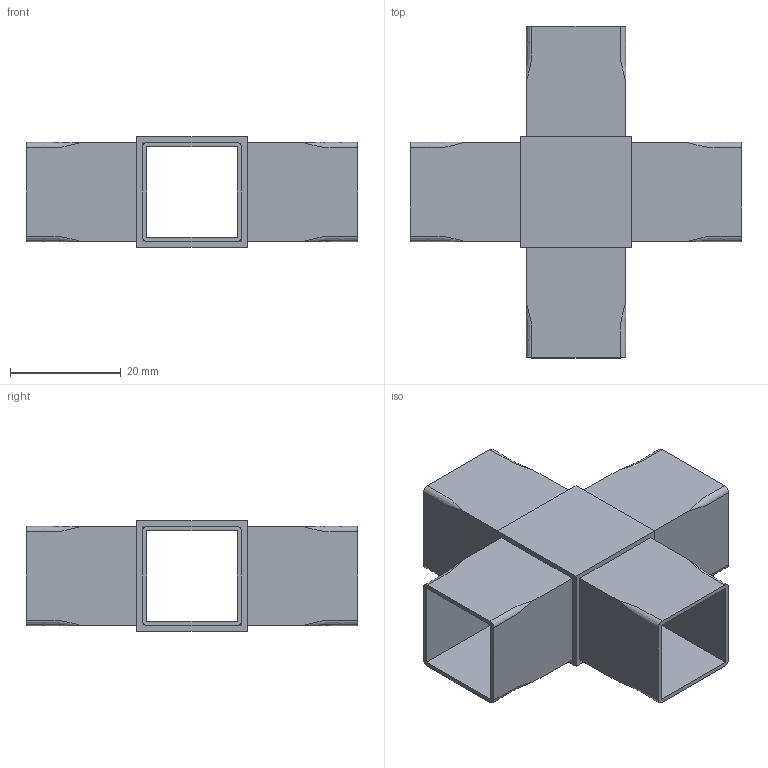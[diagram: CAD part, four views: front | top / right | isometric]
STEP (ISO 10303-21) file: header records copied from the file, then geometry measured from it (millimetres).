
FILE_DESCRIPTION(/* description */ (''),/* implementation_level */ '2;1');
FILE_NAME(/* name */ 'Eckverbinder_X74.stp',/* time_stamp */ '2017-05-21T21:11:22+02:00',/* author */ (''),/* organization */ (''),/* preprocessor_version */ 'ST-DEVELOPER v16',/* originating_system */ 'SIEMENS PLM Software NX 11.0',/* authorisation */ '');
FILE_SCHEMA (('AUTOMOTIVE_DESIGN { 1 0 10303 214 3 1 1 1 }'));
Length unit declared in the file: millimetre
Products named in the file (1): Goge0DC4A474bg4f
Bounding box: 60 x 60 x 20 mm (x, y, z)
Volume: 6030.7 mm3; surface area: 13283.5 mm2
Topology: 1 solids, 1 shells, 52 faces, 160 edges, 96 vertices
Faces by surface type: plane 36, bspline 16
Entity records: 2008 total; most frequent: CARTESIAN_POINT 837, ORIENTED_EDGE 288, DIRECTION 170, EDGE_CURVE 144, VERTEX_POINT 96, LINE 96, VECTOR 96, EDGE_LOOP 60
